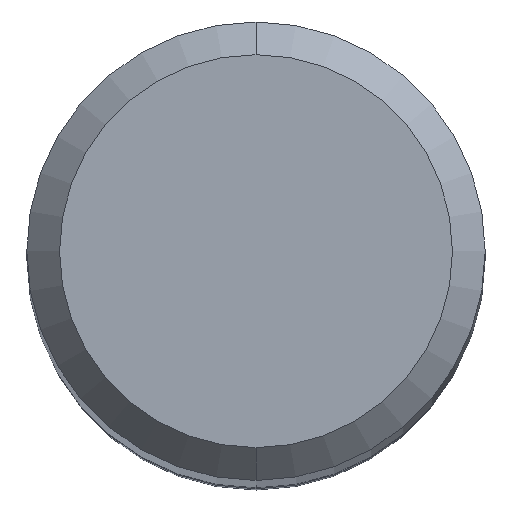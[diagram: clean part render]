
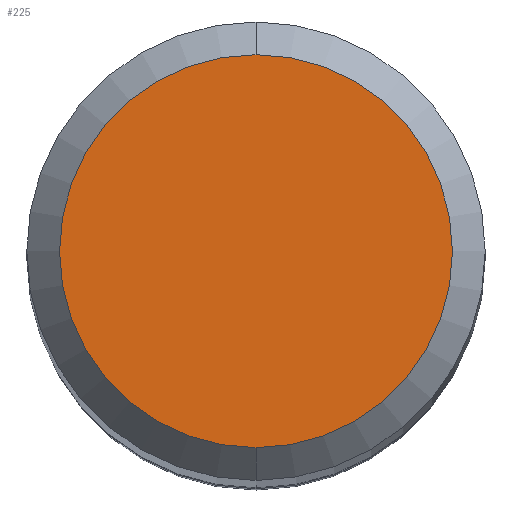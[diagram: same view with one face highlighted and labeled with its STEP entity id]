
A CAD part, top view. The second image highlights one B-rep face of the part: STEP entity #225.
In plain terms, the highlighted planar face has unit normal (0, 0, 1).
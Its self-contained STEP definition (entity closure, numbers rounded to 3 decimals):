
#225=ADVANCED_FACE('',(#465),#466,.T.);
#259=VERTEX_POINT('',#506);
#289=EDGE_CURVE('',#295,#259,#540,.T.);
#295=VERTEX_POINT('',#547);
#305=EDGE_CURVE('',#259,#295,#559,.T.);
#465=FACE_OUTER_BOUND('',#741,.T.);
#466=PLANE('',#742);
#506=CARTESIAN_POINT('',(0.,-1.8,0.0));
#540=CIRCLE('',#840,1.8);
#547=CARTESIAN_POINT('',(0.0,1.8,0.0));
#559=CIRCLE('',#862,1.8);
#741=EDGE_LOOP('',(#1037,#1038));
#742=AXIS2_PLACEMENT_3D('',#1039,#1040,#1041);
#840=AXIS2_PLACEMENT_3D('',#1134,#1135,#1136);
#862=AXIS2_PLACEMENT_3D('',#1166,#1167,#1168);
#1037=ORIENTED_EDGE('',*,*,#289,.F.);
#1038=ORIENTED_EDGE('',*,*,#305,.F.);
#1039=CARTESIAN_POINT('',(0.0,0.9,0.0));
#1040=DIRECTION('',(-0.0,0.0,1.0));
#1041=DIRECTION('',(0.0,-1.0,0.0));
#1134=CARTESIAN_POINT('',(0.0,0.0,0.0));
#1135=DIRECTION('',(0.0,0.0,-1.0));
#1136=DIRECTION('',(0.0,1.0,0.0));
#1166=CARTESIAN_POINT('',(0.0,0.0,0.0));
#1167=DIRECTION('',(0.0,0.0,-1.0));
#1168=DIRECTION('',(0.0,1.0,0.0));
